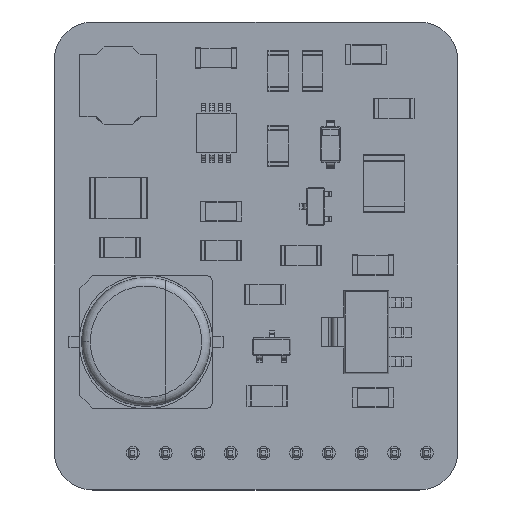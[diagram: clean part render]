
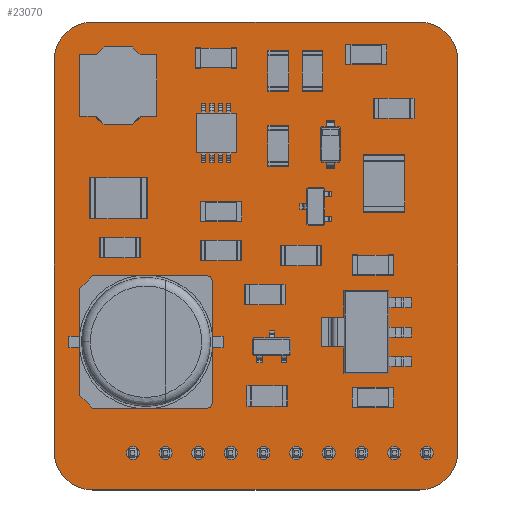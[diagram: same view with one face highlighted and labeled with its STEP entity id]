
A CAD part, top view. The second image highlights one B-rep face of the part: STEP entity #23070.
In plain terms, the highlighted planar face has unit normal (0, 0, 1).
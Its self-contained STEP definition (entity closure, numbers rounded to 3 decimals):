
#22811 = VERTEX_POINT('',#22812);
#22812 = CARTESIAN_POINT('',(134.16,-79.249,1.6));
#22818 = EDGE_CURVE('',#22811,#22819,#22821,.T.);
#22819 = VERTEX_POINT('',#22820);
#22820 = CARTESIAN_POINT('',(137.16,-82.249,1.6));
#22821 = CIRCLE('',#22822,3.);
#22822 = AXIS2_PLACEMENT_3D('',#22823,#22824,#22825);
#22823 = CARTESIAN_POINT('',(134.16,-82.249,1.6));
#22824 = DIRECTION('',(0.,0.,-1.));
#22825 = DIRECTION('',(0.,1.,0.));
#22853 = VERTEX_POINT('',#22854);
#22854 = CARTESIAN_POINT('',(108.76,-79.249,1.6));
#22860 = EDGE_CURVE('',#22853,#22811,#22861,.T.);
#22861 = LINE('',#22862,#22863);
#22862 = CARTESIAN_POINT('',(108.76,-79.249,1.6));
#22863 = VECTOR('',#22864,1.);
#22864 = DIRECTION('',(1.,0.,0.));
#22882 = EDGE_CURVE('',#22819,#22883,#22885,.T.);
#22883 = VERTEX_POINT('',#22884);
#22884 = CARTESIAN_POINT('',(137.16,-112.649,1.6));
#22885 = LINE('',#22886,#22887);
#22886 = CARTESIAN_POINT('',(137.16,-82.249,1.6));
#22887 = VECTOR('',#22888,1.);
#22888 = DIRECTION('',(0.,-1.,0.));
#23070 = ADVANCED_FACE('',(#23071,#23117,#23128,#23139,#23150,#23161,
    #23172,#23183,#23194,#23205,#23216),#23227,.F.);
#23071 = FACE_BOUND('',#23072,.F.);
#23072 = EDGE_LOOP('',(#23073,#23074,#23075,#23084,#23092,#23101,#23109,
    #23116));
#23073 = ORIENTED_EDGE('',*,*,#22818,.T.);
#23074 = ORIENTED_EDGE('',*,*,#22882,.T.);
#23075 = ORIENTED_EDGE('',*,*,#23076,.T.);
#23076 = EDGE_CURVE('',#22883,#23077,#23079,.T.);
#23077 = VERTEX_POINT('',#23078);
#23078 = CARTESIAN_POINT('',(134.16,-115.649,1.6));
#23079 = CIRCLE('',#23080,3.);
#23080 = AXIS2_PLACEMENT_3D('',#23081,#23082,#23083);
#23081 = CARTESIAN_POINT('',(134.16,-112.649,1.6));
#23082 = DIRECTION('',(0.,0.,-1.));
#23083 = DIRECTION('',(1.,0.,0.));
#23084 = ORIENTED_EDGE('',*,*,#23085,.T.);
#23085 = EDGE_CURVE('',#23077,#23086,#23088,.T.);
#23086 = VERTEX_POINT('',#23087);
#23087 = CARTESIAN_POINT('',(108.76,-115.649,1.6));
#23088 = LINE('',#23089,#23090);
#23089 = CARTESIAN_POINT('',(134.16,-115.649,1.6));
#23090 = VECTOR('',#23091,1.);
#23091 = DIRECTION('',(-1.,0.,0.));
#23092 = ORIENTED_EDGE('',*,*,#23093,.T.);
#23093 = EDGE_CURVE('',#23086,#23094,#23096,.T.);
#23094 = VERTEX_POINT('',#23095);
#23095 = CARTESIAN_POINT('',(105.76,-112.649,1.6));
#23096 = CIRCLE('',#23097,3.);
#23097 = AXIS2_PLACEMENT_3D('',#23098,#23099,#23100);
#23098 = CARTESIAN_POINT('',(108.76,-112.649,1.6));
#23099 = DIRECTION('',(0.,0.,-1.));
#23100 = DIRECTION('',(0.,-1.,-0.));
#23101 = ORIENTED_EDGE('',*,*,#23102,.T.);
#23102 = EDGE_CURVE('',#23094,#23103,#23105,.T.);
#23103 = VERTEX_POINT('',#23104);
#23104 = CARTESIAN_POINT('',(105.76,-82.249,1.6));
#23105 = LINE('',#23106,#23107);
#23106 = CARTESIAN_POINT('',(105.76,-112.649,1.6));
#23107 = VECTOR('',#23108,1.);
#23108 = DIRECTION('',(0.,1.,0.));
#23109 = ORIENTED_EDGE('',*,*,#23110,.T.);
#23110 = EDGE_CURVE('',#23103,#22853,#23111,.T.);
#23111 = CIRCLE('',#23112,3.);
#23112 = AXIS2_PLACEMENT_3D('',#23113,#23114,#23115);
#23113 = CARTESIAN_POINT('',(108.76,-82.249,1.6));
#23114 = DIRECTION('',(0.,0.,-1.));
#23115 = DIRECTION('',(-1.,0.,0.));
#23116 = ORIENTED_EDGE('',*,*,#22860,.T.);
#23117 = FACE_BOUND('',#23118,.F.);
#23118 = EDGE_LOOP('',(#23119));
#23119 = ORIENTED_EDGE('',*,*,#23120,.F.);
#23120 = EDGE_CURVE('',#23121,#23121,#23123,.T.);
#23121 = VERTEX_POINT('',#23122);
#23122 = CARTESIAN_POINT('',(134.747,-113.276,1.6));
#23123 = CIRCLE('',#23124,0.5);
#23124 = AXIS2_PLACEMENT_3D('',#23125,#23126,#23127);
#23125 = CARTESIAN_POINT('',(134.747,-112.776,1.6));
#23126 = DIRECTION('',(-0.,0.,-1.));
#23127 = DIRECTION('',(-0.,-1.,0.));
#23128 = FACE_BOUND('',#23129,.F.);
#23129 = EDGE_LOOP('',(#23130));
#23130 = ORIENTED_EDGE('',*,*,#23131,.F.);
#23131 = EDGE_CURVE('',#23132,#23132,#23134,.T.);
#23132 = VERTEX_POINT('',#23133);
#23133 = CARTESIAN_POINT('',(132.207,-113.276,1.6));
#23134 = CIRCLE('',#23135,0.5);
#23135 = AXIS2_PLACEMENT_3D('',#23136,#23137,#23138);
#23136 = CARTESIAN_POINT('',(132.207,-112.776,1.6));
#23137 = DIRECTION('',(-0.,0.,-1.));
#23138 = DIRECTION('',(-0.,-1.,0.));
#23139 = FACE_BOUND('',#23140,.F.);
#23140 = EDGE_LOOP('',(#23141));
#23141 = ORIENTED_EDGE('',*,*,#23142,.F.);
#23142 = EDGE_CURVE('',#23143,#23143,#23145,.T.);
#23143 = VERTEX_POINT('',#23144);
#23144 = CARTESIAN_POINT('',(129.667,-113.276,1.6));
#23145 = CIRCLE('',#23146,0.5);
#23146 = AXIS2_PLACEMENT_3D('',#23147,#23148,#23149);
#23147 = CARTESIAN_POINT('',(129.667,-112.776,1.6));
#23148 = DIRECTION('',(-0.,0.,-1.));
#23149 = DIRECTION('',(-0.,-1.,0.));
#23150 = FACE_BOUND('',#23151,.F.);
#23151 = EDGE_LOOP('',(#23152));
#23152 = ORIENTED_EDGE('',*,*,#23153,.F.);
#23153 = EDGE_CURVE('',#23154,#23154,#23156,.T.);
#23154 = VERTEX_POINT('',#23155);
#23155 = CARTESIAN_POINT('',(127.127,-113.276,1.6));
#23156 = CIRCLE('',#23157,0.5);
#23157 = AXIS2_PLACEMENT_3D('',#23158,#23159,#23160);
#23158 = CARTESIAN_POINT('',(127.127,-112.776,1.6));
#23159 = DIRECTION('',(-0.,0.,-1.));
#23160 = DIRECTION('',(-0.,-1.,0.));
#23161 = FACE_BOUND('',#23162,.F.);
#23162 = EDGE_LOOP('',(#23163));
#23163 = ORIENTED_EDGE('',*,*,#23164,.F.);
#23164 = EDGE_CURVE('',#23165,#23165,#23167,.T.);
#23165 = VERTEX_POINT('',#23166);
#23166 = CARTESIAN_POINT('',(124.587,-113.276,1.6));
#23167 = CIRCLE('',#23168,0.5);
#23168 = AXIS2_PLACEMENT_3D('',#23169,#23170,#23171);
#23169 = CARTESIAN_POINT('',(124.587,-112.776,1.6));
#23170 = DIRECTION('',(-0.,0.,-1.));
#23171 = DIRECTION('',(-0.,-1.,0.));
#23172 = FACE_BOUND('',#23173,.F.);
#23173 = EDGE_LOOP('',(#23174));
#23174 = ORIENTED_EDGE('',*,*,#23175,.F.);
#23175 = EDGE_CURVE('',#23176,#23176,#23178,.T.);
#23176 = VERTEX_POINT('',#23177);
#23177 = CARTESIAN_POINT('',(122.047,-113.276,1.6));
#23178 = CIRCLE('',#23179,0.5);
#23179 = AXIS2_PLACEMENT_3D('',#23180,#23181,#23182);
#23180 = CARTESIAN_POINT('',(122.047,-112.776,1.6));
#23181 = DIRECTION('',(-0.,0.,-1.));
#23182 = DIRECTION('',(-0.,-1.,0.));
#23183 = FACE_BOUND('',#23184,.F.);
#23184 = EDGE_LOOP('',(#23185));
#23185 = ORIENTED_EDGE('',*,*,#23186,.F.);
#23186 = EDGE_CURVE('',#23187,#23187,#23189,.T.);
#23187 = VERTEX_POINT('',#23188);
#23188 = CARTESIAN_POINT('',(119.507,-113.276,1.6));
#23189 = CIRCLE('',#23190,0.5);
#23190 = AXIS2_PLACEMENT_3D('',#23191,#23192,#23193);
#23191 = CARTESIAN_POINT('',(119.507,-112.776,1.6));
#23192 = DIRECTION('',(-0.,0.,-1.));
#23193 = DIRECTION('',(-0.,-1.,0.));
#23194 = FACE_BOUND('',#23195,.F.);
#23195 = EDGE_LOOP('',(#23196));
#23196 = ORIENTED_EDGE('',*,*,#23197,.F.);
#23197 = EDGE_CURVE('',#23198,#23198,#23200,.T.);
#23198 = VERTEX_POINT('',#23199);
#23199 = CARTESIAN_POINT('',(116.967,-113.276,1.6));
#23200 = CIRCLE('',#23201,0.5);
#23201 = AXIS2_PLACEMENT_3D('',#23202,#23203,#23204);
#23202 = CARTESIAN_POINT('',(116.967,-112.776,1.6));
#23203 = DIRECTION('',(-0.,0.,-1.));
#23204 = DIRECTION('',(-0.,-1.,0.));
#23205 = FACE_BOUND('',#23206,.F.);
#23206 = EDGE_LOOP('',(#23207));
#23207 = ORIENTED_EDGE('',*,*,#23208,.F.);
#23208 = EDGE_CURVE('',#23209,#23209,#23211,.T.);
#23209 = VERTEX_POINT('',#23210);
#23210 = CARTESIAN_POINT('',(114.427,-113.276,1.6));
#23211 = CIRCLE('',#23212,0.5);
#23212 = AXIS2_PLACEMENT_3D('',#23213,#23214,#23215);
#23213 = CARTESIAN_POINT('',(114.427,-112.776,1.6));
#23214 = DIRECTION('',(-0.,0.,-1.));
#23215 = DIRECTION('',(-0.,-1.,0.));
#23216 = FACE_BOUND('',#23217,.F.);
#23217 = EDGE_LOOP('',(#23218));
#23218 = ORIENTED_EDGE('',*,*,#23219,.F.);
#23219 = EDGE_CURVE('',#23220,#23220,#23222,.T.);
#23220 = VERTEX_POINT('',#23221);
#23221 = CARTESIAN_POINT('',(111.887,-113.276,1.6));
#23222 = CIRCLE('',#23223,0.5);
#23223 = AXIS2_PLACEMENT_3D('',#23224,#23225,#23226);
#23224 = CARTESIAN_POINT('',(111.887,-112.776,1.6));
#23225 = DIRECTION('',(-0.,0.,-1.));
#23226 = DIRECTION('',(-0.,-1.,0.));
#23227 = PLANE('',#23228);
#23228 = AXIS2_PLACEMENT_3D('',#23229,#23230,#23231);
#23229 = CARTESIAN_POINT('',(121.46,-97.449,1.6));
#23230 = DIRECTION('',(-0.,-0.,-1.));
#23231 = DIRECTION('',(-1.,0.,0.));
